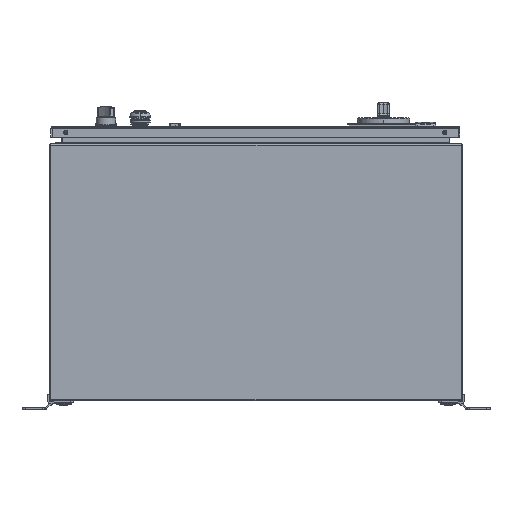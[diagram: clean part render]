
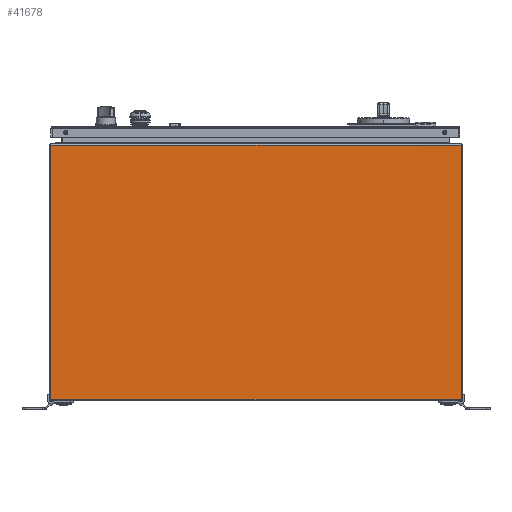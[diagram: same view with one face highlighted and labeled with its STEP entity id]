
A CAD part, front view. The second image highlights one B-rep face of the part: STEP entity #41678.
In plain terms, the highlighted planar face has unit normal (0, -1, 0).
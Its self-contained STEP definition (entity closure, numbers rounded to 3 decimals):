
#9 = CARTESIAN_POINT ( 'NONE',  ( 459.284, -1111.463, 1145.458 ) ) ;
#909 = EDGE_CURVE ( 'NONE', #38590, #37683, #17466, .T. ) ;
#2385 = VECTOR ( 'NONE', #19131, 1000. ) ;
#3405 = ORIENTED_EDGE ( 'NONE', *, *, #41075, .T. ) ;
#4434 = VECTOR ( 'NONE', #45034, 1000. ) ;
#5914 = ORIENTED_EDGE ( 'NONE', *, *, #909, .T. ) ;
#7858 = DIRECTION ( 'NONE',  ( 1., 0., 0. ) ) ;
#9545 = EDGE_LOOP ( 'NONE', ( #3405, #42558, #5914, #15225 ) ) ;
#9844 = FACE_OUTER_BOUND ( 'NONE', #9545, .T. ) ;
#10810 = PLANE ( 'NONE',  #49053 ) ;
#12382 = CARTESIAN_POINT ( 'NONE',  ( -140.716, -1111.463, 775.558 ) ) ;
#15225 = ORIENTED_EDGE ( 'NONE', *, *, #36580, .T. ) ;
#16032 = CARTESIAN_POINT ( 'NONE',  ( 459.284, -1111.463, 775.558 ) ) ;
#17466 = LINE ( 'NONE', #21935, #4434 ) ;
#19131 = DIRECTION ( 'NONE',  ( 1., 0., 0. ) ) ;
#21066 = CARTESIAN_POINT ( 'NONE',  ( -140.716, -1111.463, 775.558 ) ) ;
#21430 = LINE ( 'NONE', #43313, #47389 ) ;
#21812 = DIRECTION ( 'NONE',  ( 0., -1., 0. ) ) ;
#21935 = CARTESIAN_POINT ( 'NONE',  ( -140.716, -1111.463, 1148.458 ) ) ;
#23141 = VECTOR ( 'NONE', #7858, 1000. ) ;
#28031 = VERTEX_POINT ( 'NONE', #16032 ) ;
#30191 = VERTEX_POINT ( 'NONE', #9 ) ;
#30302 = CARTESIAN_POINT ( 'NONE',  ( -140.716, -1111.463, 1145.458 ) ) ;
#30807 = LINE ( 'NONE', #12382, #2385 ) ;
#34304 = LINE ( 'NONE', #30302, #23141 ) ;
#35628 = DIRECTION ( 'NONE',  ( 0., 0., 1. ) ) ;
#36494 = DIRECTION ( 'NONE',  ( 0., 0., 1. ) ) ;
#36580 = EDGE_CURVE ( 'NONE', #37683, #28031, #30807, .T. ) ;
#36591 = EDGE_CURVE ( 'NONE', #38590, #30191, #34304, .T. ) ;
#36726 = CARTESIAN_POINT ( 'NONE',  ( 159.284, -1111.463, 973.258 ) ) ;
#37683 = VERTEX_POINT ( 'NONE', #21066 ) ;
#38590 = VERTEX_POINT ( 'NONE', #45851 ) ;
#41075 = EDGE_CURVE ( 'NONE', #28031, #30191, #21430, .T. ) ;
#41678 = ADVANCED_FACE ( 'NONE', ( #9844 ), #10810, .T. ) ;
#42558 = ORIENTED_EDGE ( 'NONE', *, *, #36591, .F. ) ;
#43313 = CARTESIAN_POINT ( 'NONE',  ( 459.284, -1111.463, 773.258 ) ) ;
#45034 = DIRECTION ( 'NONE',  ( 0., 0., -1. ) ) ;
#45851 = CARTESIAN_POINT ( 'NONE',  ( -140.716, -1111.463, 1145.458 ) ) ;
#47389 = VECTOR ( 'NONE', #35628, 1000. ) ;
#49053 = AXIS2_PLACEMENT_3D ( 'NONE', #36726, #21812, #36494 ) ;
